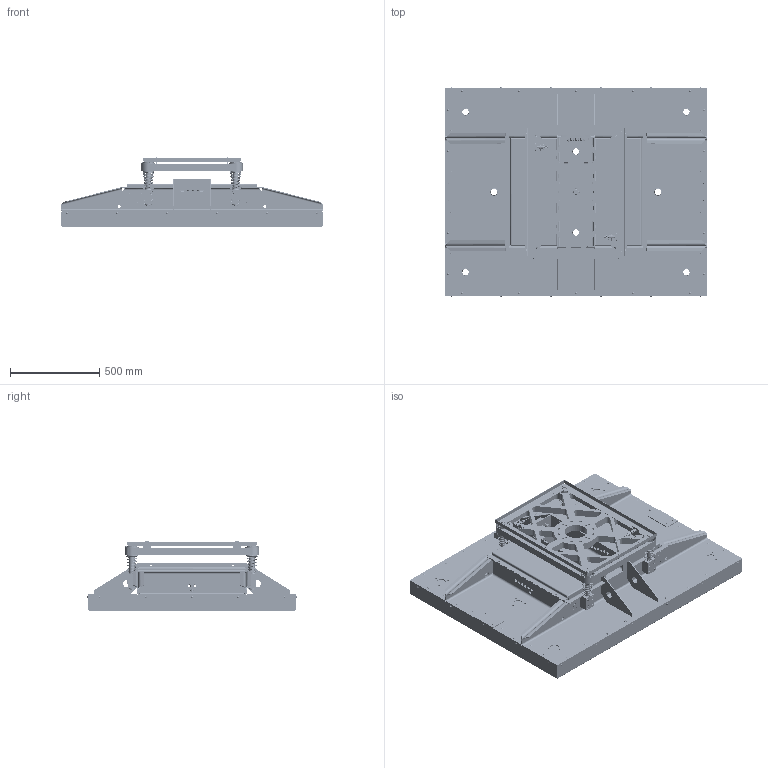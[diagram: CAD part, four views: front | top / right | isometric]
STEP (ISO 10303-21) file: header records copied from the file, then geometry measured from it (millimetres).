
FILE_DESCRIPTION(/* description */ (''),/* implementation_level */ '2;1');
FILE_NAME(/* name */ 'STEP_FILE2.stp',/* time_stamp */ '2024-10-29T10:04:28+01:00',/* author */ ('LH'),/* organization */ (''),/* preprocessor_version */ 'ST-DEVELOPER v18.1',/* originating_system */ 'Autodesk Inventor 2021',/* authorisation */ '');
FILE_SCHEMA (('CONFIG_CONTROL_DESIGN'));
Products named in the file (19): PRN-VERSIE 2; E0158794; E0162128; E0160412; E0162193; E0160686; E0162143; E0161182; E0163233; E0161267; E0162219; E0160257; E0163232; E0164202; S190122; 1000.20056; 1000.20055; 1000.20030; 1215.00407
Assembly tree (22 placements, depth 3):
  PRN-VERSIE 2
    E0158794
      E0162128
    E0160412
      E0162193
    E0160686
      E0162143
    E0161182
      E0163233
    E0161267
      E0162219
    E0160257
      E0163232
    E0164202
      1000.20056  x2
      1000.20055  x2
      1000.20030  x2
      S190122
      1215.00407  x2
Bounding box: 1474.17 x 1175 x 396.95 mm (x, y, z)
Volume: 37593435.1 mm3; surface area: 20017759.2 mm2
Topology: 123 solids, 123 shells, 7302 faces, 19019 edges, 11933 vertices
Faces by surface type: plane 3950, cylinder 1965, cone 593, torus 299, sphere 276, bspline 219
Full cylindrical faces by diameter (mm): 2.36 x20, 2.5 x8, 2.854 x2, 3.242 x13, 4 x50, 4.134 x4, 4.917 x3, 6 x97, 6.647 x20, 6.75 x32, 7 x8, 7.323 x8, 7.92 x20, 8 x60, 8.4 x8, 8.5 x48, 9 x30, 10 x28, 10.2 x1, 10.3 x4, 10.5 x4, 10.6 x2, 10.65 x2, 11 x2, 11.4 x8, 11.63 x16, 12 x4, 13 x18, 13.5 x10, 13.85 x56
Entity records: 263415 total; most frequent: CARTESIAN_POINT 74920, DIRECTION 38299, ORIENTED_EDGE 37222, EDGE_CURVE 18611, AXIS2_PLACEMENT_3D 14180, VERTEX_POINT 12101, LINE 9939, VECTOR 9939
